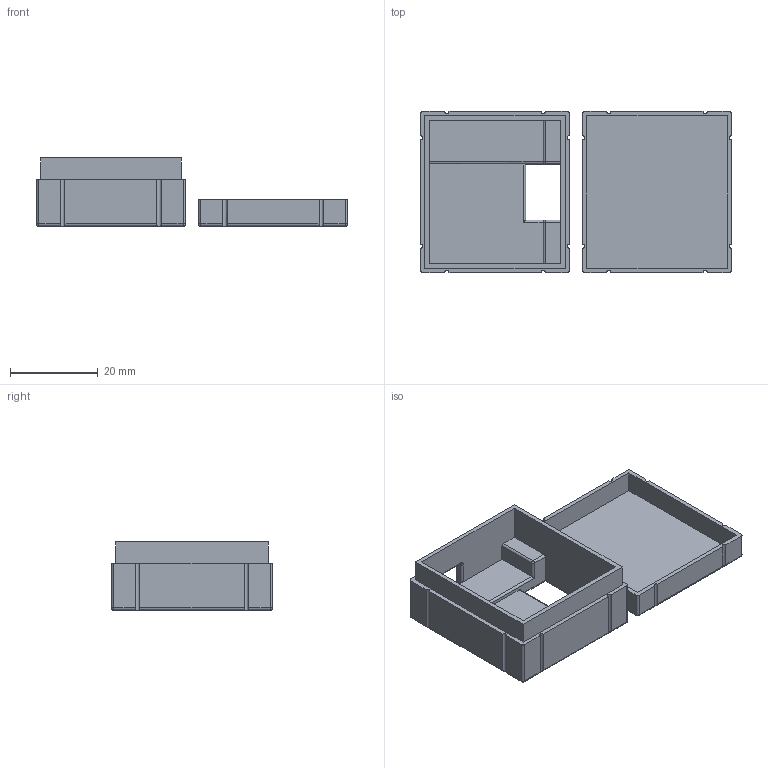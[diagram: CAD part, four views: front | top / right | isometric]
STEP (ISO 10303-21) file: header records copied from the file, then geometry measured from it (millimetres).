
FILE_DESCRIPTION(/* description */ (''),/* implementation_level */ '2;1');
FILE_NAME(/* name */ 'snappergps-box-with-cut-outs.step',/* time_stamp */ '2022-07-22T09:03:05+01:00',/* author */ (''),/* organization */ (''),/* preprocessor_version */ 'ST-DEVELOPER v19',/* originating_system */ 'Autodesk Translation Framework v11.7.0.108',/* authorisation */ '');
FILE_SCHEMA (('AUTOMOTIVE_DESIGN { 1 0 10303 214 3 1 1 }'));
Length unit declared in the file: millimetre
Products named in the file (1): snappergps-1-0-0-box-v0-cuts
Bounding box: 71 x 36.8 x 15.6 mm (x, y, z)
Volume: 7617.1 mm3; surface area: 10142.7 mm2
Topology: 2 solids, 2 shells, 147 faces, 361 edges, 218 vertices
Faces by surface type: cylinder 74, plane 55, sphere 10, torus 8
Entity records: 4751 total; most frequent: CARTESIAN_POINT 1264, ORIENTED_EDGE 722, DIRECTION 717, EDGE_CURVE 361, AXIS2_PLACEMENT_3D 245, LINE 227, VECTOR 227, VERTEX_POINT 218
